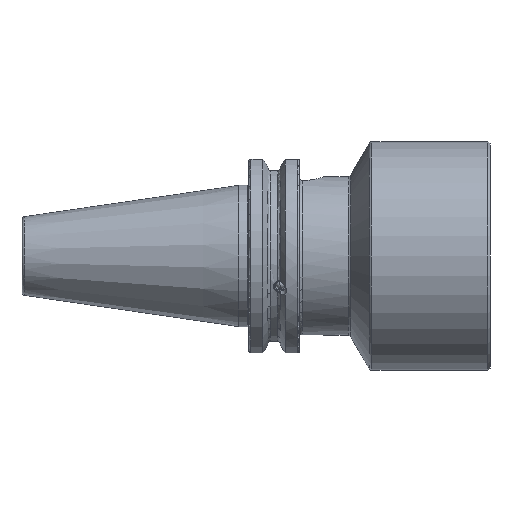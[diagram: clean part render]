
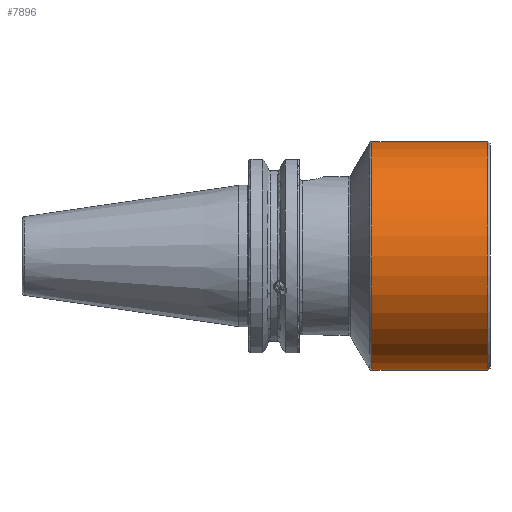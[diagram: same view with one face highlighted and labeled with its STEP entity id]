
A CAD part, front view. The second image highlights one B-rep face of the part: STEP entity #7896.
In plain terms, the highlighted cylindrical face has radius 36 mm (diameter 72 mm), a partial arc.
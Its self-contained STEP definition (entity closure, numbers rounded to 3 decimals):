
#303 = CIRCLE ( 'NONE', #6293, 36. ) ;
#738 = AXIS2_PLACEMENT_3D ( 'NONE', #3320, #8442, #4048 ) ;
#893 = CARTESIAN_POINT ( 'NONE',  ( -147.117, 0., 0. ) ) ;
#1363 = AXIS2_PLACEMENT_3D ( 'NONE', #893, #1641, #8203 ) ;
#1475 = EDGE_CURVE ( 'NONE', #2550, #9202, #303, .T. ) ;
#1498 = LINE ( 'NONE', #7598, #8832 ) ;
#1546 = VERTEX_POINT ( 'NONE', #8904 ) ;
#1561 = CYLINDRICAL_SURFACE ( 'NONE', #1363, 36. ) ;
#1641 = DIRECTION ( 'NONE',  ( -1., 0., 0. ) ) ;
#1664 = EDGE_CURVE ( 'NONE', #9202, #1546, #1498, .T. ) ;
#2550 = VERTEX_POINT ( 'NONE', #6749 ) ;
#2674 = ORIENTED_EDGE ( 'NONE', *, *, #1475, .T. ) ;
#2956 = VECTOR ( 'NONE', #7688, 1000. ) ;
#2971 = CARTESIAN_POINT ( 'NONE',  ( 78.4, 0., 0. ) ) ;
#3230 = CARTESIAN_POINT ( 'NONE',  ( 78.4, 0., 36. ) ) ;
#3320 = CARTESIAN_POINT ( 'NONE',  ( 41.928, 0., 0. ) ) ;
#3417 = CARTESIAN_POINT ( 'NONE',  ( 41.928, 0., -36. ) ) ;
#3503 = EDGE_CURVE ( 'NONE', #2550, #7395, #8576, .T. ) ;
#3707 = DIRECTION ( 'NONE',  ( 0., 0., 1. ) ) ;
#3950 = DIRECTION ( 'NONE',  ( -1., 0., 0. ) ) ;
#4048 = DIRECTION ( 'NONE',  ( 0., 0., -1. ) ) ;
#4778 = CARTESIAN_POINT ( 'NONE',  ( -147.117, 0., -36. ) ) ;
#5675 = FACE_OUTER_BOUND ( 'NONE', #9311, .T. ) ;
#6218 = ORIENTED_EDGE ( 'NONE', *, *, #7333, .T. ) ;
#6293 = AXIS2_PLACEMENT_3D ( 'NONE', #2971, #8090, #3707 ) ;
#6749 = CARTESIAN_POINT ( 'NONE',  ( 78.4, 0., -36. ) ) ;
#6847 = CIRCLE ( 'NONE', #738, 36. ) ;
#7333 = EDGE_CURVE ( 'NONE', #1546, #7395, #6847, .T. ) ;
#7395 = VERTEX_POINT ( 'NONE', #3417 ) ;
#7497 = ORIENTED_EDGE ( 'NONE', *, *, #1664, .T. ) ;
#7598 = CARTESIAN_POINT ( 'NONE',  ( -147.117, 0., 36. ) ) ;
#7688 = DIRECTION ( 'NONE',  ( -1., 0., 0. ) ) ;
#7896 = ADVANCED_FACE ( 'NONE', ( #5675 ), #1561, .T. ) ;
#8090 = DIRECTION ( 'NONE',  ( -1., 0., 0. ) ) ;
#8203 = DIRECTION ( 'NONE',  ( 0., 0., 1. ) ) ;
#8442 = DIRECTION ( 'NONE',  ( 1., 0., 0. ) ) ;
#8550 = ORIENTED_EDGE ( 'NONE', *, *, #3503, .F. ) ;
#8576 = LINE ( 'NONE', #4778, #2956 ) ;
#8832 = VECTOR ( 'NONE', #3950, 1000. ) ;
#8904 = CARTESIAN_POINT ( 'NONE',  ( 41.928, 0., 36. ) ) ;
#9202 = VERTEX_POINT ( 'NONE', #3230 ) ;
#9311 = EDGE_LOOP ( 'NONE', ( #8550, #2674, #7497, #6218 ) ) ;
